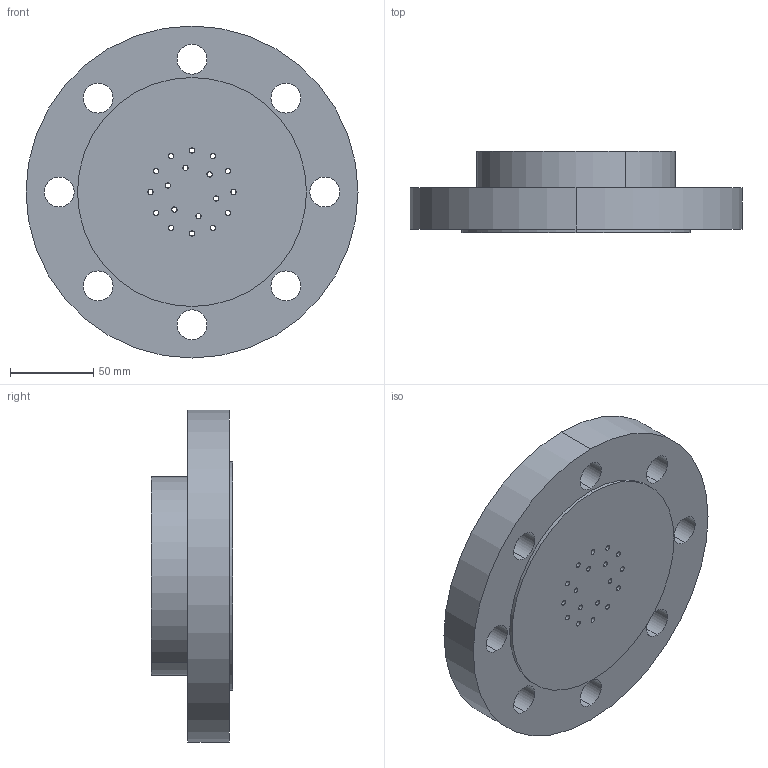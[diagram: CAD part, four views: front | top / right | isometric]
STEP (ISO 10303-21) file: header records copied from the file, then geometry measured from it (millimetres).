
FILE_DESCRIPTION (( 'STEP AP214' ), '1' );
FILE_NAME ('28-00-MT030.STEP', '2024-06-12T13:16:15', ( '' ), ( '' ), 'SwSTEP 2.0', 'SolidWorks 2022', '' );
FILE_SCHEMA (( 'AUTOMOTIVE_DESIGN' ));
Length unit declared in the file: millimetre
Products named in the file (6): 28-00-MT030; Einsatz-D3-PTFE; Flansch_EN-1092_DN80_PN16; Ring_DIN-2691_DN40; socket head cap screw 4762_din_EN ISO 4762 M10 x 25 - 25N; 28-1803PN16-01
Assembly tree (28 placements, depth 2):
  28-00-MT030
    Flansch_EN-1092_DN80_PN16
    28-1803PN16-01
    socket head cap screw 4762_din_EN ISO 4762 M10 x 25 - 25N  x7
    Ring_DIN-2691_DN40
    Einsatz-D3-PTFE  x18
Bounding box: 200 x 49 x 200 mm (x, y, z)
Volume: 996816.5 mm3; surface area: 160052.6 mm2
Topology: 28 solids, 28 shells, 624 faces, 1388 edges, 826 vertices
Faces by surface type: cylinder 322, plane 160, cone 114, torus 28
Entity records: 10940 total; most frequent: DIRECTION 2078, CARTESIAN_POINT 1703, ORIENTED_EDGE 1640, AXIS2_PLACEMENT_3D 867, EDGE_CURVE 820, VERTEX_POINT 492, EDGE_LOOP 488, CIRCLE 476
